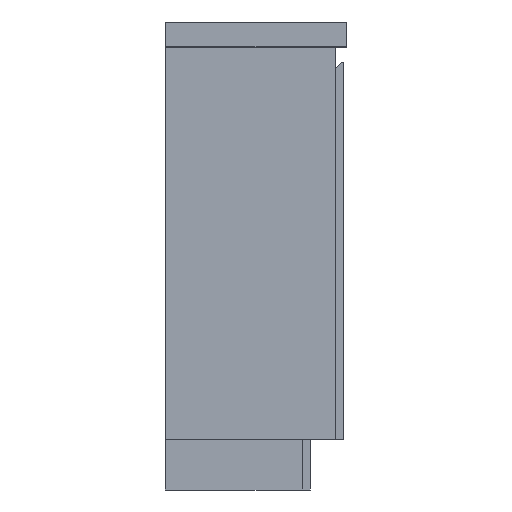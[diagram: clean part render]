
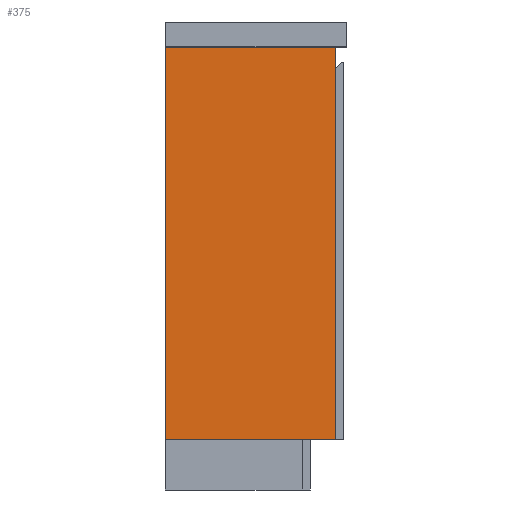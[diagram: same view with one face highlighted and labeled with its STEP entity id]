
A CAD part, left-side view. The second image highlights one B-rep face of the part: STEP entity #375.
In plain terms, the highlighted planar face has unit normal (-1, 0, 0).
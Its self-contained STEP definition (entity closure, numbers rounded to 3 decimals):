
#375=ADVANCED_FACE('',(#481),#1704,.T.);
#481=FACE_OUTER_BOUND('',#587,.T.);
#587=EDGE_LOOP('',(#870,#871,#872,#873));
#870=ORIENTED_EDGE('',*,*,#1204,.F.);
#871=ORIENTED_EDGE('',*,*,#1191,.T.);
#872=ORIENTED_EDGE('',*,*,#1202,.T.);
#873=ORIENTED_EDGE('',*,*,#1203,.F.);
#1191=EDGE_CURVE('',#1583,#1582,#1412,.T.);
#1202=EDGE_CURVE('',#1582,#1590,#1423,.T.);
#1203=EDGE_CURVE('',#1591,#1590,#1424,.T.);
#1204=EDGE_CURVE('',#1583,#1591,#1425,.T.);
#1412=B_SPLINE_CURVE_WITH_KNOTS('',1,(#2473,#2474),.UNSPECIFIED.,.F.,.F.,
(2,2),(-780.,0.),.UNSPECIFIED.);
#1423=B_SPLINE_CURVE_WITH_KNOTS('',1,(#2495,#2496),.UNSPECIFIED.,.F.,.F.,
(2,2),(-338.,0.),.UNSPECIFIED.);
#1424=B_SPLINE_CURVE_WITH_KNOTS('',1,(#2497,#2498),.UNSPECIFIED.,.F.,.F.,
(2,2),(-780.,0.),.UNSPECIFIED.);
#1425=B_SPLINE_CURVE_WITH_KNOTS('',1,(#2499,#2500),.UNSPECIFIED.,.F.,.F.,
(2,2),(-338.,0.),.UNSPECIFIED.);
#1582=VERTEX_POINT('',#2453);
#1583=VERTEX_POINT('',#2454);
#1590=VERTEX_POINT('',#2461);
#1591=VERTEX_POINT('',#2462);
#1704=PLANE('',#1919);
#1919=AXIS2_PLACEMENT_3D('',#2442,#2038,$);
#2038=DIRECTION('',(-1.,0.,0.));
#2442=CARTESIAN_POINT('',(-594.,-468.,371.8));
#2453=CARTESIAN_POINT('',(-594.,390.,338.));
#2454=CARTESIAN_POINT('',(-594.,-390.,338.));
#2461=CARTESIAN_POINT('',(-594.,390.,0.));
#2462=CARTESIAN_POINT('',(-594.,-390.,0.));
#2473=CARTESIAN_POINT('',(-594.,-390.,338.));
#2474=CARTESIAN_POINT('',(-594.,390.,338.));
#2495=CARTESIAN_POINT('',(-594.,390.,338.));
#2496=CARTESIAN_POINT('',(-594.,390.,0.));
#2497=CARTESIAN_POINT('',(-594.,-390.,0.));
#2498=CARTESIAN_POINT('',(-594.,390.,0.));
#2499=CARTESIAN_POINT('',(-594.,-390.,338.));
#2500=CARTESIAN_POINT('',(-594.,-390.,0.));
